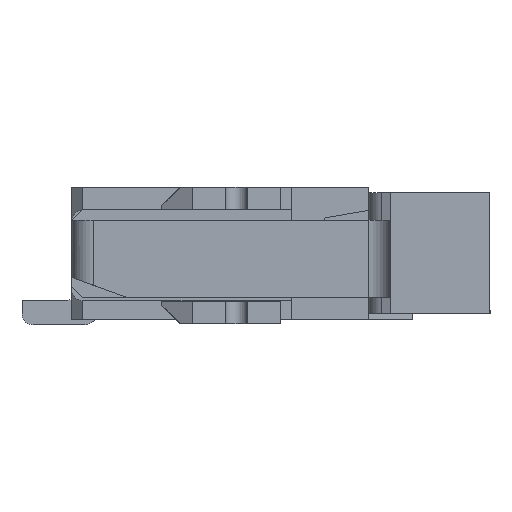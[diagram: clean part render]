
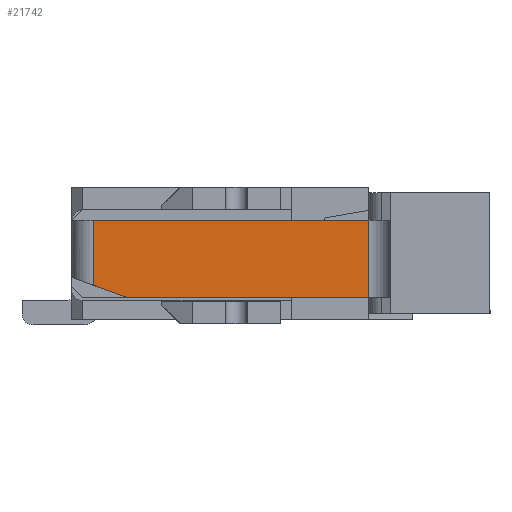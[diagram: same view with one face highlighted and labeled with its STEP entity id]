
A CAD part, left-side view. The second image highlights one B-rep face of the part: STEP entity #21742.
In plain terms, the highlighted planar face has unit normal (-1, 0, 0).
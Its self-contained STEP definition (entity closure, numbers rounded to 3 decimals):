
#6335=ORIENTED_EDGE('',*,*,#9923,.F.);
#6336=ORIENTED_EDGE('',*,*,#9933,.T.);
#6337=ORIENTED_EDGE('',*,*,#9934,.T.);
#6338=ORIENTED_EDGE('',*,*,#9932,.T.);
#6339=ORIENTED_EDGE('',*,*,#9935,.T.);
#9923=EDGE_CURVE('',#12142,#12143,#14919,.T.);
#9932=EDGE_CURVE('',#12146,#12148,#14926,.T.);
#9933=EDGE_CURVE('',#12142,#12149,#14927,.F.);
#9934=EDGE_CURVE('',#12149,#12146,#14928,.T.);
#9935=EDGE_CURVE('',#12148,#12143,#14929,.T.);
#12142=VERTEX_POINT('',#34585);
#12143=VERTEX_POINT('',#34587);
#12146=VERTEX_POINT('',#34598);
#12148=VERTEX_POINT('',#34602);
#12149=VERTEX_POINT('',#34606);
#14919=LINE('',#34586,#17739);
#14926=LINE('',#34603,#17746);
#14927=LINE('',#34605,#17747);
#14928=LINE('',#34607,#17748);
#14929=LINE('',#34608,#17749);
#17739=VECTOR('',#28234,1000.);
#17746=VECTOR('',#28249,1000.);
#17747=VECTOR('',#28252,1000.);
#17748=VECTOR('',#28253,1000.);
#17749=VECTOR('',#28254,1000.);
#18888=EDGE_LOOP('',(#6335,#6336,#6337,#6338,#6339));
#19904=FACE_BOUND('',#18888,.T.);
#20775=PLANE('',#23113);
#21742=ADVANCED_FACE('',(#19904),#20775,.F.);
#23113=AXIS2_PLACEMENT_3D('',#34604,#28250,#28251);
#28234=DIRECTION('',(0.,1.,0.));
#28249=DIRECTION('',(0.,1.,0.));
#28250=DIRECTION('',(1.,0.,0.));
#28251=DIRECTION('',(0.,0.,-1.));
#28252=DIRECTION('',(0.,0.,-1.));
#28253=DIRECTION('',(0.,0.94,0.342));
#28254=DIRECTION('',(0.,0.,-1.));
#34585=CARTESIAN_POINT('',(-9.4,-3.15,-0.3));
#34586=CARTESIAN_POINT('',(-9.4,-3.35,-0.3));
#34587=CARTESIAN_POINT('',(-9.4,-0.65,-0.3));
#34598=CARTESIAN_POINT('',(-9.4,-2.85,0.4));
#34602=CARTESIAN_POINT('',(-9.4,-0.65,0.4));
#34603=CARTESIAN_POINT('',(-9.4,-3.35,0.4));
#34604=CARTESIAN_POINT('',(-9.4,-3.35,0.4));
#34605=CARTESIAN_POINT('',(-9.4,-3.15,0.218));
#34606=CARTESIAN_POINT('',(-9.4,-3.15,0.291));
#34607=CARTESIAN_POINT('',(-9.4,-3.35,0.218));
#34608=CARTESIAN_POINT('',(-9.4,-0.65,0.4));
